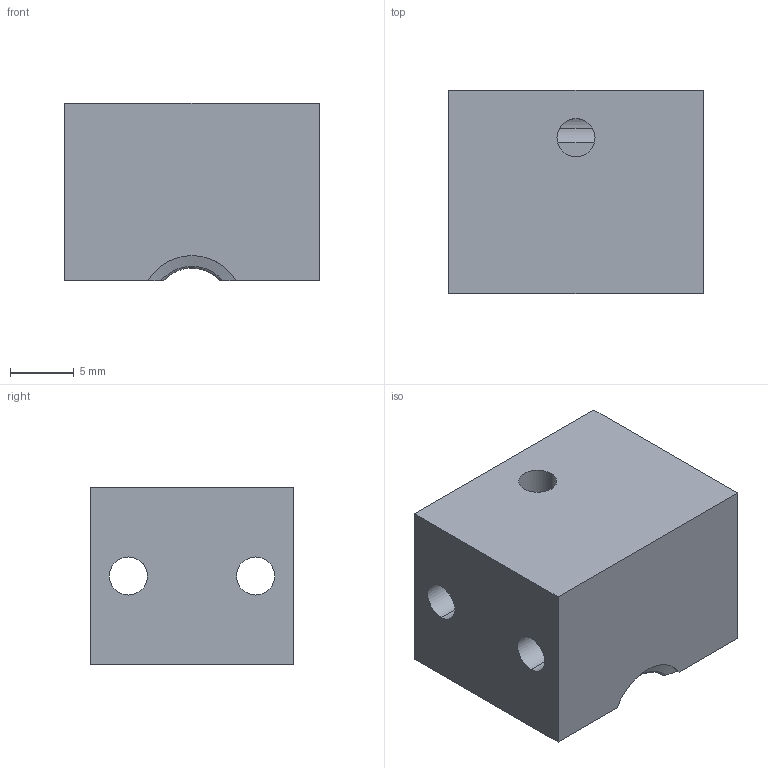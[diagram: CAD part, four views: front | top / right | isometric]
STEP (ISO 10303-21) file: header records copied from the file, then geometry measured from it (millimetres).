
FILE_DESCRIPTION (( 'STEP AP214' ), '1' );
FILE_NAME ('tower_shuttle.STEP', '2022-11-19T02:58:50', ( '' ), ( '' ), 'SwSTEP 2.0', 'SolidWorks 2020', '' );
FILE_SCHEMA (( 'AUTOMOTIVE_DESIGN' ));
Length unit declared in the file: millimetre
Products named in the file (1): tower_shuttle
Bounding box: 20 x 16 x 14 mm (x, y, z)
Volume: 3944.9 mm3; surface area: 2336.2 mm2
Topology: 9 solids, 9 shells, 69 faces, 150 edges, 100 vertices
Faces by surface type: bspline 32, plane 26, cylinder 11
Entity records: 14064 total; most frequent: CARTESIAN_POINT 12724, ORIENTED_EDGE 300, DIRECTION 166, EDGE_CURVE 150, VERTEX_POINT 100, EDGE_LOOP 76, FACE_OUTER_BOUND 69, ADVANCED_FACE 69
